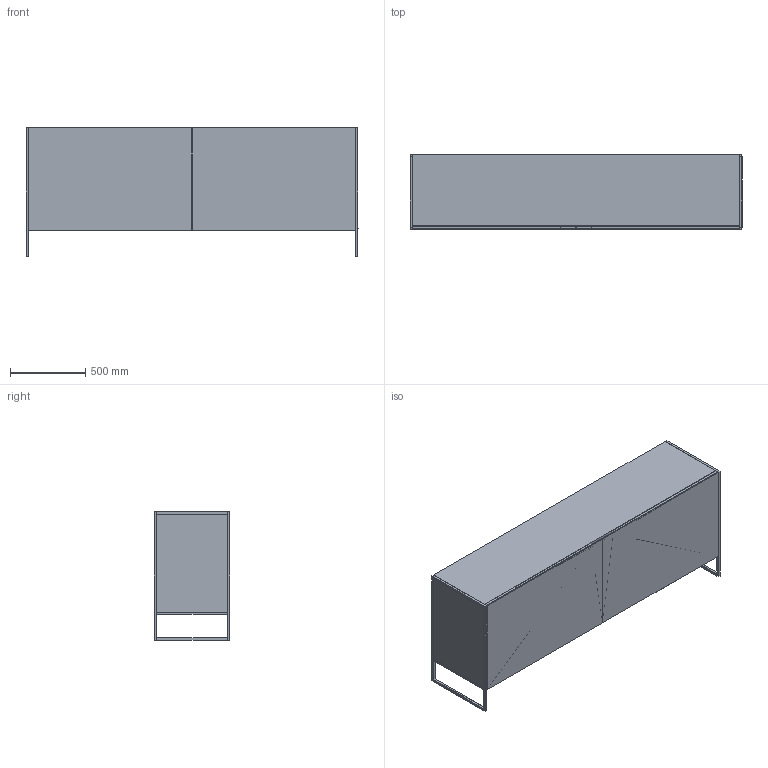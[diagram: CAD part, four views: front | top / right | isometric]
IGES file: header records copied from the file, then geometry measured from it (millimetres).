
Global section: file name: IDRA 3D; native system: AutoCAD 2015 - Italiano (Italian); preprocessor: Autodesk Translation Framework DWG producer (atf_dwg_producer); organization: unknown; date: 20190531.143252; units: millimetre
Bounding box: 2199 x 500 x 850 mm (x, y, z)
Surface area: 20966048.7 mm2 (no closed solid volume)
Topology: 0 solids, 0 shells, 224 faces, 844 edges, 844 vertices
Faces by surface type: plane 224
